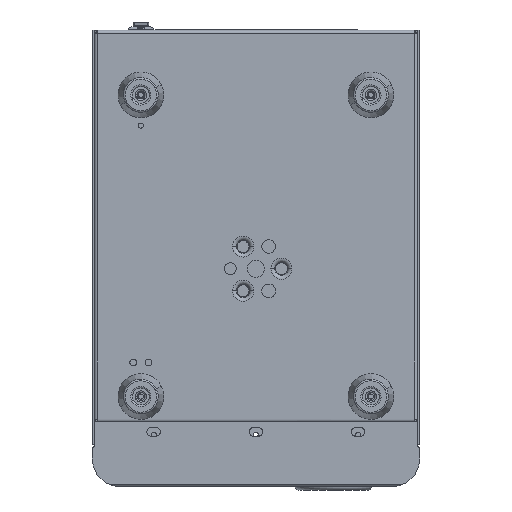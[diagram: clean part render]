
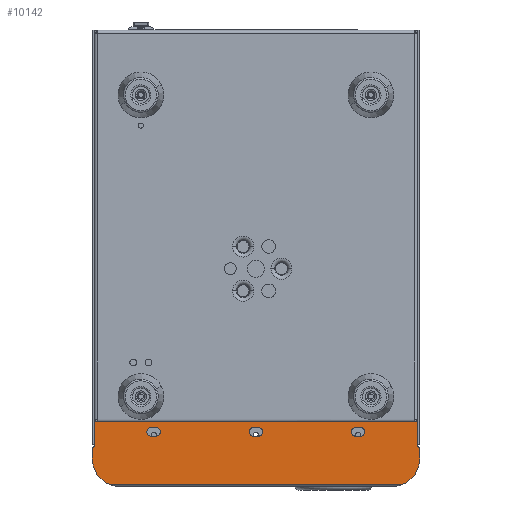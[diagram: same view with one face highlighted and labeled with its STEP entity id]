
A CAD part, front view. The second image highlights one B-rep face of the part: STEP entity #10142.
In plain terms, the highlighted planar face has unit normal (0, -1, 0).
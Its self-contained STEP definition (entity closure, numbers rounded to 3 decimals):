
#3253=PLANE('',#33815);
#3750=FACE_BOUND('',#13405,.T.);
#3751=FACE_BOUND('',#13406,.T.);
#3752=FACE_BOUND('',#13407,.T.);
#3753=FACE_BOUND('',#13408,.T.);
#5947=LINE('',#47427,#8026);
#5951=LINE('',#47439,#8030);
#5955=LINE('',#47451,#8034);
#5959=LINE('',#47463,#8038);
#5964=LINE('',#47477,#8043);
#5968=LINE('',#47489,#8047);
#6023=LINE('',#47872,#8102);
#6027=LINE('',#47884,#8106);
#6031=LINE('',#47896,#8110);
#6037=LINE('',#47950,#8116);
#6040=LINE('',#47956,#8119);
#6043=LINE('',#47965,#8122);
#6054=LINE('',#47994,#8133);
#6256=LINE('',#48737,#8335);
#8026=VECTOR('',#38027,1.);
#8030=VECTOR('',#38039,1.);
#8034=VECTOR('',#38051,1.);
#8038=VECTOR('',#38063,1.);
#8043=VECTOR('',#38076,1.);
#8047=VECTOR('',#38088,1.);
#8102=VECTOR('',#38333,1.);
#8106=VECTOR('',#38345,1.);
#8110=VECTOR('',#38357,1.);
#8116=VECTOR('',#38377,1.);
#8119=VECTOR('',#38382,1.);
#8122=VECTOR('',#38393,1.);
#8133=VECTOR('',#38416,1.);
#8335=VECTOR('',#39128,1.);
#10142=ADVANCED_FACE('NONE',(#3750,#3751,#3752,#3753),#3253,.F.);
#13405=EDGE_LOOP('',(#18063,#18064,#18065,#18066));
#13406=EDGE_LOOP('',(#18067,#18068,#18069,#18070));
#13407=EDGE_LOOP('',(#18071,#18072,#18073,#18074,#18075,#18076,#18077,#18078,
#18079,#18080,#18081,#18082,#18083,#18084));
#13408=EDGE_LOOP('',(#18085,#18086,#18087,#18088));
#18063=ORIENTED_EDGE('',*,*,#27194,.T.);
#18064=ORIENTED_EDGE('',*,*,#27191,.T.);
#18065=ORIENTED_EDGE('',*,*,#27188,.T.);
#18066=ORIENTED_EDGE('',*,*,#27185,.T.);
#18067=ORIENTED_EDGE('',*,*,#27218,.T.);
#18068=ORIENTED_EDGE('',*,*,#27216,.F.);
#18069=ORIENTED_EDGE('',*,*,#27212,.T.);
#18070=ORIENTED_EDGE('',*,*,#27210,.F.);
#18071=ORIENTED_EDGE('',*,*,#27744,.F.);
#18072=ORIENTED_EDGE('',*,*,#27345,.T.);
#18073=ORIENTED_EDGE('',*,*,#27348,.T.);
#18074=ORIENTED_EDGE('',*,*,#27351,.T.);
#18075=ORIENTED_EDGE('',*,*,#27354,.T.);
#18076=ORIENTED_EDGE('',*,*,#27357,.T.);
#18077=ORIENTED_EDGE('',*,*,#27360,.T.);
#18078=ORIENTED_EDGE('',*,*,#27394,.F.);
#18079=ORIENTED_EDGE('',*,*,#27373,.T.);
#18080=ORIENTED_EDGE('',*,*,#27370,.T.);
#18081=ORIENTED_EDGE('',*,*,#27376,.T.);
#18082=ORIENTED_EDGE('',*,*,#27379,.T.);
#18083=ORIENTED_EDGE('',*,*,#27381,.T.);
#18084=ORIENTED_EDGE('',*,*,#27366,.T.);
#18085=ORIENTED_EDGE('',*,*,#27206,.T.);
#18086=ORIENTED_EDGE('',*,*,#27203,.T.);
#18087=ORIENTED_EDGE('',*,*,#27200,.T.);
#18088=ORIENTED_EDGE('',*,*,#27197,.T.);
#24092=VERTEX_POINT('',#47426);
#24093=VERTEX_POINT('',#47428);
#24095=VERTEX_POINT('',#47434);
#24097=VERTEX_POINT('',#47440);
#24100=VERTEX_POINT('',#47450);
#24101=VERTEX_POINT('',#47452);
#24103=VERTEX_POINT('',#47458);
#24105=VERTEX_POINT('',#47464);
#24109=VERTEX_POINT('',#47476);
#24110=VERTEX_POINT('',#47478);
#24111=VERTEX_POINT('',#47482);
#24114=VERTEX_POINT('',#47490);
#24205=VERTEX_POINT('',#47841);
#24210=VERTEX_POINT('',#47865);
#24212=VERTEX_POINT('',#47871);
#24214=VERTEX_POINT('',#47877);
#24216=VERTEX_POINT('',#47883);
#24218=VERTEX_POINT('',#47889);
#24220=VERTEX_POINT('',#47895);
#24222=VERTEX_POINT('',#47900);
#24226=VERTEX_POINT('',#47934);
#24228=VERTEX_POINT('',#47939);
#24230=VERTEX_POINT('',#47943);
#24232=VERTEX_POINT('',#47948);
#24234=VERTEX_POINT('',#47955);
#24236=VERTEX_POINT('',#47961);
#27185=EDGE_CURVE('NONE',#24093,#24092,#5947,.T.);
#27188=EDGE_CURVE('NONE',#24095,#24093,#30856,.T.);
#27191=EDGE_CURVE('NONE',#24097,#24095,#5951,.T.);
#27194=EDGE_CURVE('NONE',#24092,#24097,#30858,.T.);
#27197=EDGE_CURVE('NONE',#24101,#24100,#5955,.T.);
#27200=EDGE_CURVE('NONE',#24103,#24101,#30860,.T.);
#27203=EDGE_CURVE('NONE',#24105,#24103,#5959,.T.);
#27206=EDGE_CURVE('NONE',#24100,#24105,#30862,.T.);
#27210=EDGE_CURVE('NONE',#24109,#24110,#5964,.T.);
#27212=EDGE_CURVE('NONE',#24111,#24110,#30864,.T.);
#27216=EDGE_CURVE('NONE',#24111,#24114,#5968,.T.);
#27218=EDGE_CURVE('NONE',#24109,#24114,#30866,.T.);
#27345=EDGE_CURVE('NONE',#24205,#24210,#30923,.T.);
#27348=EDGE_CURVE('NONE',#24210,#24212,#6023,.T.);
#27351=EDGE_CURVE('NONE',#24212,#24214,#30925,.T.);
#27354=EDGE_CURVE('NONE',#24214,#24216,#6027,.T.);
#27357=EDGE_CURVE('NONE',#24216,#24218,#30927,.T.);
#27360=EDGE_CURVE('NONE',#24218,#24220,#6031,.T.);
#27366=EDGE_CURVE('NONE',#24222,#24226,#30929,.T.);
#27370=EDGE_CURVE('NONE',#24228,#24230,#30931,.T.);
#27373=EDGE_CURVE('NONE',#24232,#24228,#6037,.T.);
#27376=EDGE_CURVE('NONE',#24230,#24234,#6040,.T.);
#27379=EDGE_CURVE('NONE',#24234,#24236,#30933,.T.);
#27381=EDGE_CURVE('NONE',#24236,#24222,#6043,.T.);
#27394=EDGE_CURVE('NONE',#24232,#24220,#6054,.T.);
#27744=EDGE_CURVE('NONE',#24205,#24226,#6256,.T.);
#30856=CIRCLE('',#33244,2.5);
#30858=CIRCLE('',#33248,2.5);
#30860=CIRCLE('',#33252,2.5);
#30862=CIRCLE('',#33256,2.5);
#30864=CIRCLE('',#33260,2.5);
#30866=CIRCLE('',#33264,2.5);
#30923=CIRCLE('',#33356,16.);
#30925=CIRCLE('',#33360,1.737);
#30927=CIRCLE('',#33364,0.737);
#30929=CIRCLE('',#33368,16.);
#30931=CIRCLE('',#33371,0.737);
#30933=CIRCLE('',#33376,1.737);
#33244=AXIS2_PLACEMENT_3D('',#47433,#38032,#38033);
#33248=AXIS2_PLACEMENT_3D('',#47445,#38044,#38045);
#33252=AXIS2_PLACEMENT_3D('',#47457,#38056,#38057);
#33256=AXIS2_PLACEMENT_3D('',#47469,#38068,#38069);
#33260=AXIS2_PLACEMENT_3D('',#47481,#38080,#38081);
#33264=AXIS2_PLACEMENT_3D('',#47493,#38092,#38093);
#33356=AXIS2_PLACEMENT_3D('',#47866,#38327,#38328);
#33360=AXIS2_PLACEMENT_3D('',#47878,#38339,#38340);
#33364=AXIS2_PLACEMENT_3D('',#47890,#38351,#38352);
#33368=AXIS2_PLACEMENT_3D('',#47935,#38363,#38364);
#33371=AXIS2_PLACEMENT_3D('',#47944,#38371,#38372);
#33376=AXIS2_PLACEMENT_3D('',#47962,#38388,#38389);
#33815=AXIS2_PLACEMENT_3D('',#48999,#39536,#39537);
#38027=DIRECTION('',(1.,0.,0.));
#38032=DIRECTION('',(0.,1.,0.));
#38033=DIRECTION('',(0.,0.,-1.));
#38039=DIRECTION('',(-1.,0.,0.));
#38044=DIRECTION('',(0.,1.,0.));
#38045=DIRECTION('',(0.,0.,-1.));
#38051=DIRECTION('',(1.,0.,0.));
#38056=DIRECTION('',(0.,1.,0.));
#38057=DIRECTION('',(0.,0.,-1.));
#38063=DIRECTION('',(-1.,0.,0.));
#38068=DIRECTION('',(0.,1.,0.));
#38069=DIRECTION('',(0.,0.,-1.));
#38076=DIRECTION('',(1.,0.,0.));
#38080=DIRECTION('',(0.,1.,0.));
#38081=DIRECTION('',(0.,0.,-1.));
#38088=DIRECTION('',(-1.,0.,0.));
#38092=DIRECTION('',(0.,1.,0.));
#38093=DIRECTION('',(0.,0.,-1.));
#38327=DIRECTION('',(0.,-1.,0.));
#38328=DIRECTION('',(0.,0.,1.));
#38333=DIRECTION('',(0.,0.,1.));
#38339=DIRECTION('',(0.,-1.,0.));
#38340=DIRECTION('',(0.,0.,1.));
#38345=DIRECTION('',(-0.707,0.,0.707));
#38351=DIRECTION('',(0.,1.,0.));
#38352=DIRECTION('',(0.,0.,1.));
#38357=DIRECTION('',(0.,0.,1.));
#38363=DIRECTION('',(0.,-1.,0.));
#38364=DIRECTION('',(0.,0.,1.));
#38371=DIRECTION('',(0.,1.,0.));
#38372=DIRECTION('',(0.,0.,1.));
#38377=DIRECTION('',(0.,0.,-1.));
#38382=DIRECTION('',(-0.707,0.,-0.707));
#38388=DIRECTION('',(0.,-1.,0.));
#38389=DIRECTION('',(0.,0.,1.));
#38393=DIRECTION('',(0.,0.,-1.));
#38416=DIRECTION('',(1.,0.,0.));
#39128=DIRECTION('',(-1.,0.,0.));
#39536=DIRECTION('',(0.,1.,0.));
#39537=DIRECTION('',(1.,0.,0.));
#47426=CARTESIAN_POINT('',(172.414,-204.101,33.5));
#47427=CARTESIAN_POINT('',(0.,-204.101,33.5));
#47428=CARTESIAN_POINT('',(169.414,-204.101,33.5));
#47433=CARTESIAN_POINT('',(169.414,-204.101,31.));
#47434=CARTESIAN_POINT('',(169.414,-204.101,28.5));
#47439=CARTESIAN_POINT('',(0.,-204.101,28.5));
#47440=CARTESIAN_POINT('',(172.414,-204.101,28.5));
#47445=CARTESIAN_POINT('',(172.414,-204.101,31.));
#47450=CARTESIAN_POINT('',(112.414,-204.101,33.5));
#47451=CARTESIAN_POINT('',(0.,-204.101,33.5));
#47452=CARTESIAN_POINT('',(109.414,-204.101,33.5));
#47457=CARTESIAN_POINT('',(109.414,-204.101,31.));
#47458=CARTESIAN_POINT('',(109.414,-204.101,28.5));
#47463=CARTESIAN_POINT('',(0.,-204.101,28.5));
#47464=CARTESIAN_POINT('',(112.414,-204.101,28.5));
#47469=CARTESIAN_POINT('',(112.414,-204.101,31.));
#47476=CARTESIAN_POINT('',(49.414,-204.101,28.5));
#47477=CARTESIAN_POINT('',(0.,-204.101,28.5));
#47478=CARTESIAN_POINT('',(52.414,-204.101,28.5));
#47481=CARTESIAN_POINT('',(52.414,-204.101,31.));
#47482=CARTESIAN_POINT('',(52.414,-204.101,33.5));
#47489=CARTESIAN_POINT('',(0.,-204.101,33.5));
#47490=CARTESIAN_POINT('',(49.414,-204.101,33.5));
#47493=CARTESIAN_POINT('',(49.414,-204.101,31.));
#47841=CARTESIAN_POINT('',(196.57,-204.101,0.001));
#47865=CARTESIAN_POINT('',(207.,-204.101,15.));
#47866=CARTESIAN_POINT('',(191.,-204.101,15.));
#47871=CARTESIAN_POINT('',(207.,-204.101,20.695));
#47872=CARTESIAN_POINT('',(207.,-204.101,-203.886));
#47877=CARTESIAN_POINT('',(206.491,-204.101,21.923));
#47878=CARTESIAN_POINT('',(205.263,-204.101,20.695));
#47883=CARTESIAN_POINT('',(205.802,-204.101,22.613));
#47884=CARTESIAN_POINT('',(216.15,-204.101,12.264));
#47889=CARTESIAN_POINT('',(205.586,-204.101,23.134));
#47890=CARTESIAN_POINT('',(206.322,-204.101,23.134));
#47895=CARTESIAN_POINT('',(205.586,-204.101,37.));
#47896=CARTESIAN_POINT('',(205.586,-204.101,-203.886));
#47900=CARTESIAN_POINT('',(15.,-204.101,15.));
#47934=CARTESIAN_POINT('',(25.43,-204.101,0.001));
#47935=CARTESIAN_POINT('',(31.,-204.101,15.));
#47939=CARTESIAN_POINT('',(16.414,-204.101,23.134));
#47943=CARTESIAN_POINT('',(16.198,-204.101,22.613));
#47944=CARTESIAN_POINT('',(15.678,-204.101,23.134));
#47948=CARTESIAN_POINT('',(16.414,-204.101,37.));
#47950=CARTESIAN_POINT('',(16.414,-204.101,-203.886));
#47955=CARTESIAN_POINT('',(15.509,-204.101,21.923));
#47956=CARTESIAN_POINT('',(-105.15,-204.101,-98.736));
#47961=CARTESIAN_POINT('',(15.,-204.101,20.695));
#47962=CARTESIAN_POINT('',(16.737,-204.101,20.695));
#47965=CARTESIAN_POINT('',(15.,-204.101,-203.886));
#47994=CARTESIAN_POINT('',(1.,-204.101,37.));
#48737=CARTESIAN_POINT('',(0.,-204.101,0.001));
#48999=CARTESIAN_POINT('',(0.,-204.101,-203.886));
